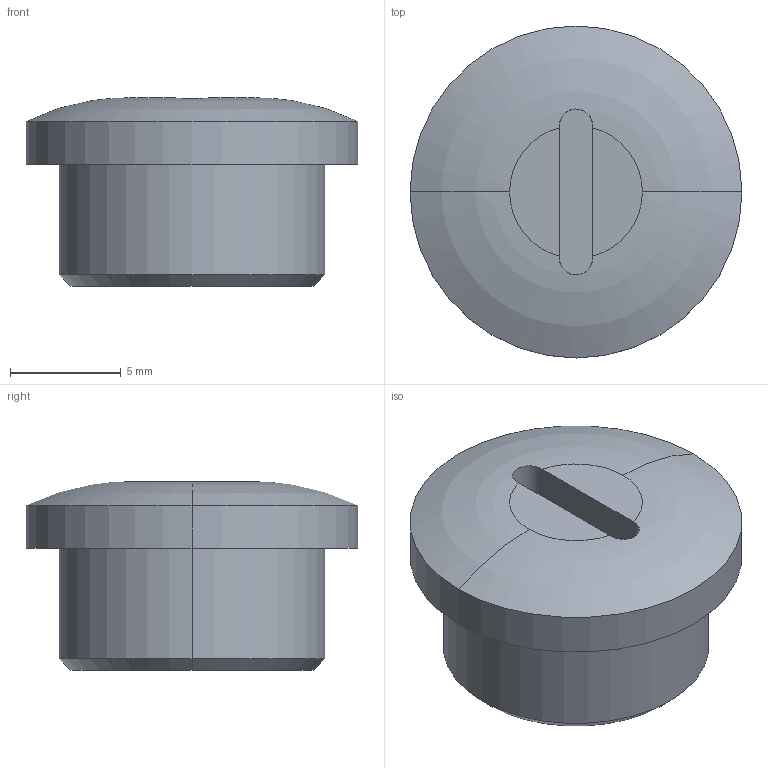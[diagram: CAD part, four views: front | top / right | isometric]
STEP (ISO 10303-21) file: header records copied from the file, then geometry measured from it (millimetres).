
FILE_DESCRIPTION(('CATIA V5R24 STEP','CAx-IF Rec.Pracs.--- Model Styling and Organization---1.2---2011-12-15'),'2;1');
FILE_NAME ('D1455961_0_1776930000_1776930000.stp','2018-03-21T10:05:05+00:00',('none'),('Weidmueller'),'CATIA Version 5-6 Release 2014 SP4 HF52','CATIA V5 STEP AP214','none');
FILE_SCHEMA(('AUTOMOTIVE_DESIGN { 1 0 10303 214 1 1 1 1 }'));
Length unit declared in the file: millimetre
Products named in the file (1): 1776930000_VP_M12_K54
Bounding box: 15 x 15 x 8.5 mm (x, y, z)
Volume: 786.7 mm3; surface area: 818.7 mm2
Topology: 1 solids, 1 shells, 20 faces, 44 edges, 28 vertices
Faces by surface type: plane 8, cylinder 8, cone 2, torus 2
Entity records: 612 total; most frequent: CARTESIAN_POINT 133, ORIENTED_EDGE 88, DIRECTION 78, EDGE_CURVE 44, AXIS2_PLACEMENT_3D 43, VERTEX_POINT 28, CIRCLE 22, EDGE_LOOP 22
